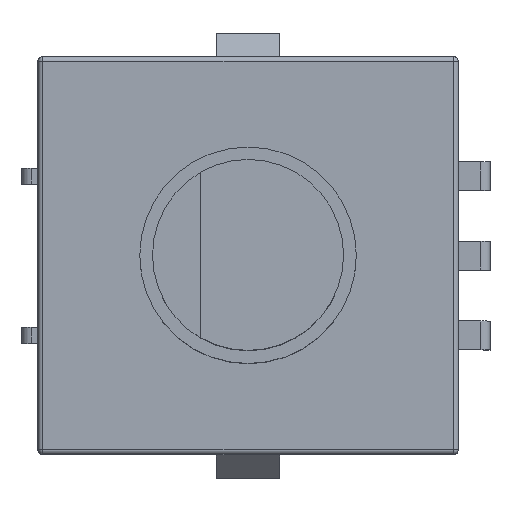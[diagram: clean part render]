
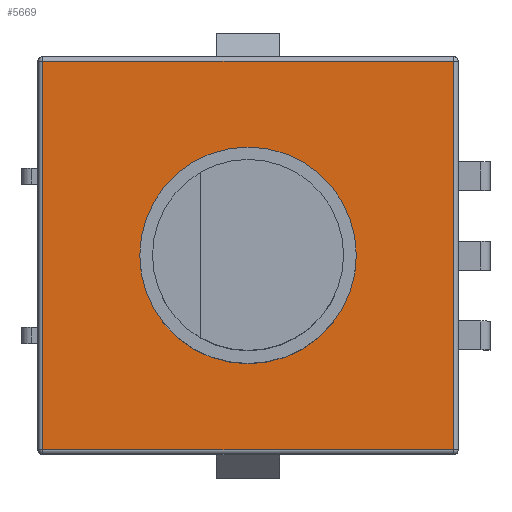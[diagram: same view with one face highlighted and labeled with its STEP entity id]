
A CAD part, top view. The second image highlights one B-rep face of the part: STEP entity #5669.
In plain terms, the highlighted planar face has unit normal (0, 0, 1).
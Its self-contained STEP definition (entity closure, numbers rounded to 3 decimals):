
#169 = ORIENTED_EDGE ( 'NONE', *, *, #2675, .T. ) ;
#230 = AXIS2_PLACEMENT_3D ( 'NONE', #3350, #3274, #5061 ) ;
#548 = LINE ( 'NONE', #3263, #1246 ) ;
#726 = PLANE ( 'NONE',  #230 ) ;
#771 = VERTEX_POINT ( 'NONE', #2975 ) ;
#820 = DIRECTION ( 'NONE',  ( 0., -1., 0. ) ) ;
#1183 = DIRECTION ( 'NONE',  ( 0., -1., 0. ) ) ;
#1236 = LINE ( 'NONE', #4283, #2318 ) ;
#1246 = VECTOR ( 'NONE', #3693, 1000. ) ;
#1337 = VECTOR ( 'NONE', #3428, 1000. ) ;
#1427 = VERTEX_POINT ( 'NONE', #2207 ) ;
#1630 = DIRECTION ( 'NONE',  ( 1., 0., 0. ) ) ;
#1649 = CARTESIAN_POINT ( 'NONE',  ( 6.394, -6.122, 6.014 ) ) ;
#1689 = VERTEX_POINT ( 'NONE', #5434 ) ;
#1745 = VERTEX_POINT ( 'NONE', #1649 ) ;
#1759 = LINE ( 'NONE', #5579, #3721 ) ;
#1837 = EDGE_LOOP ( 'NONE', ( #3891, #2035 ) ) ;
#1978 = EDGE_CURVE ( 'NONE', #1745, #771, #548, .T. ) ;
#2035 = ORIENTED_EDGE ( 'NONE', *, *, #4313, .F. ) ;
#2197 = EDGE_CURVE ( 'NONE', #2225, #4289, #3017, .T. ) ;
#2207 = CARTESIAN_POINT ( 'NONE',  ( -6.506, 6.078, 6.014 ) ) ;
#2225 = VERTEX_POINT ( 'NONE', #4288 ) ;
#2318 = VECTOR ( 'NONE', #1630, 1000. ) ;
#2432 = ORIENTED_EDGE ( 'NONE', *, *, #4057, .T. ) ;
#2483 = DIRECTION ( 'NONE',  ( 0., 0., 1. ) ) ;
#2675 = EDGE_CURVE ( 'NONE', #771, #1427, #1759, .T. ) ;
#2973 = LINE ( 'NONE', #5113, #1337 ) ;
#2975 = CARTESIAN_POINT ( 'NONE',  ( 6.394, 6.078, 6.014 ) ) ;
#3017 = CIRCLE ( 'NONE', #3209, 3.4 ) ;
#3209 = AXIS2_PLACEMENT_3D ( 'NONE', #3449, #2483, #1183 ) ;
#3263 = CARTESIAN_POINT ( 'NONE',  ( 6.394, -0.022, 6.014 ) ) ;
#3274 = DIRECTION ( 'NONE',  ( 0., 0., -1. ) ) ;
#3350 = CARTESIAN_POINT ( 'NONE',  ( -0.056, -0.022, 6.014 ) ) ;
#3428 = DIRECTION ( 'NONE',  ( 0., -1., 0. ) ) ;
#3449 = CARTESIAN_POINT ( 'NONE',  ( -0.056, -0.022, 6.014 ) ) ;
#3692 = ORIENTED_EDGE ( 'NONE', *, *, #1978, .T. ) ;
#3693 = DIRECTION ( 'NONE',  ( 0., 1., 0. ) ) ;
#3721 = VECTOR ( 'NONE', #4840, 1000. ) ;
#3736 = FACE_OUTER_BOUND ( 'NONE', #4432, .T. ) ;
#3891 = ORIENTED_EDGE ( 'NONE', *, *, #2197, .F. ) ;
#4057 = EDGE_CURVE ( 'NONE', #1689, #1745, #1236, .T. ) ;
#4283 = CARTESIAN_POINT ( 'NONE',  ( -0.056, -6.122, 6.014 ) ) ;
#4288 = CARTESIAN_POINT ( 'NONE',  ( -0.056, -3.422, 6.014 ) ) ;
#4289 = VERTEX_POINT ( 'NONE', #4597 ) ;
#4313 = EDGE_CURVE ( 'NONE', #4289, #2225, #4884, .T. ) ;
#4432 = EDGE_LOOP ( 'NONE', ( #3692, #169, #4587, #2432 ) ) ;
#4587 = ORIENTED_EDGE ( 'NONE', *, *, #5418, .T. ) ;
#4595 = FACE_BOUND ( 'NONE', #1837, .T. ) ;
#4597 = CARTESIAN_POINT ( 'NONE',  ( -0.056, 3.378, 6.014 ) ) ;
#4840 = DIRECTION ( 'NONE',  ( -1., 0., 0. ) ) ;
#4884 = CIRCLE ( 'NONE', #5427, 3.4 ) ;
#5061 = DIRECTION ( 'NONE',  ( 0., 1., 0. ) ) ;
#5113 = CARTESIAN_POINT ( 'NONE',  ( -6.506, -0.022, 6.014 ) ) ;
#5153 = DIRECTION ( 'NONE',  ( 0., 0., 1. ) ) ;
#5418 = EDGE_CURVE ( 'NONE', #1427, #1689, #2973, .T. ) ;
#5427 = AXIS2_PLACEMENT_3D ( 'NONE', #5552, #5153, #820 ) ;
#5434 = CARTESIAN_POINT ( 'NONE',  ( -6.506, -6.122, 6.014 ) ) ;
#5552 = CARTESIAN_POINT ( 'NONE',  ( -0.056, -0.022, 6.014 ) ) ;
#5579 = CARTESIAN_POINT ( 'NONE',  ( -0.056, 6.078, 6.014 ) ) ;
#5669 = ADVANCED_FACE ( 'NONE', ( #3736, #4595 ), #726, .F. ) ;
